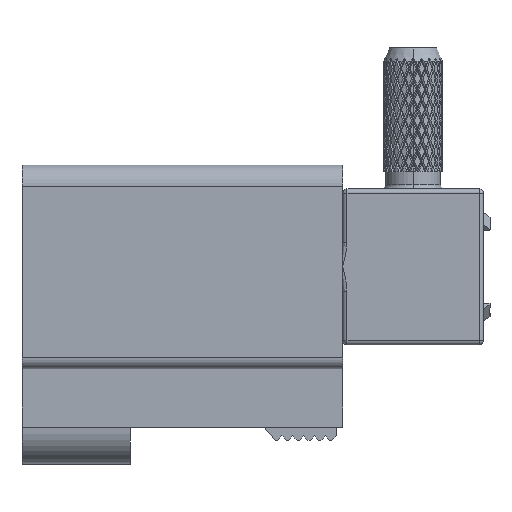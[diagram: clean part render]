
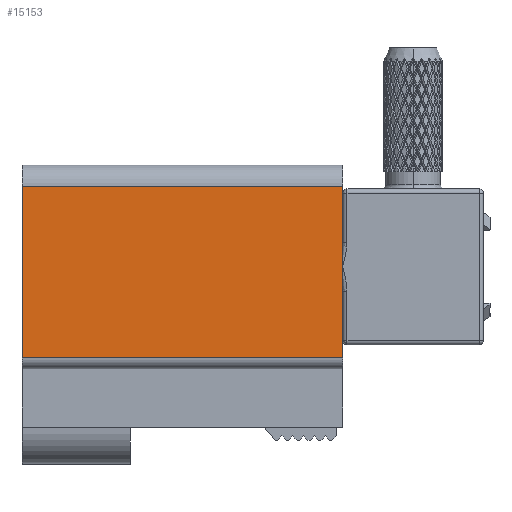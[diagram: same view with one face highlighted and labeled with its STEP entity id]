
A CAD part, left-side view. The second image highlights one B-rep face of the part: STEP entity #15153.
In plain terms, the highlighted planar face has unit normal (-1, 0, 0).
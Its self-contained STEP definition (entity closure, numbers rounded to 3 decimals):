
#3947 = VERTEX_POINT ( 'NONE', #22253 ) ;
#8464 = ORIENTED_EDGE ( 'NONE', *, *, #64341, .F. ) ;
#8841 = VECTOR ( 'NONE', #15087, 1000. ) ;
#9514 = CARTESIAN_POINT ( 'NONE',  ( -4.7, 20.5, 0. ) ) ;
#10098 = DIRECTION ( 'NONE',  ( 0., 1., 0. ) ) ;
#15087 = DIRECTION ( 'NONE',  ( 0., 0., -1. ) ) ;
#15153 = ADVANCED_FACE ( 'NONE', ( #68177 ), #73063, .F. ) ;
#21677 = EDGE_CURVE ( 'NONE', #61081, #56357, #24258, .T. ) ;
#22176 = CARTESIAN_POINT ( 'NONE',  ( -4.7, 5.7, 3.7 ) ) ;
#22253 = CARTESIAN_POINT ( 'NONE',  ( -4.7, 5.7, 3.7 ) ) ;
#22430 = VECTOR ( 'NONE', #25748, 1000. ) ;
#24258 = LINE ( 'NONE', #9514, #8841 ) ;
#25748 = DIRECTION ( 'NONE',  ( 0., 0., -1. ) ) ;
#25924 = LINE ( 'NONE', #62008, #62182 ) ;
#26678 = CARTESIAN_POINT ( 'NONE',  ( -4.7, 5.7, -4.7 ) ) ;
#28515 = EDGE_LOOP ( 'NONE', ( #8464, #64569, #67415, #70913 ) ) ;
#28823 = AXIS2_PLACEMENT_3D ( 'NONE', #26678, #73557, #67977 ) ;
#37174 = CARTESIAN_POINT ( 'NONE',  ( -4.7, 20.5, 3.7 ) ) ;
#40522 = EDGE_CURVE ( 'NONE', #3947, #42780, #74997, .T. ) ;
#42780 = VERTEX_POINT ( 'NONE', #60409 ) ;
#44559 = EDGE_CURVE ( 'NONE', #61081, #3947, #56605, .T. ) ;
#50301 = VECTOR ( 'NONE', #51585, 1000. ) ;
#51585 = DIRECTION ( 'NONE',  ( 0., -1., 0. ) ) ;
#55788 = CARTESIAN_POINT ( 'NONE',  ( -4.7, 20.5, -4.2 ) ) ;
#56357 = VERTEX_POINT ( 'NONE', #55788 ) ;
#56605 = LINE ( 'NONE', #22176, #50301 ) ;
#59468 = CARTESIAN_POINT ( 'NONE',  ( -4.7, 5.7, 0. ) ) ;
#60409 = CARTESIAN_POINT ( 'NONE',  ( -4.7, 5.7, -4.2 ) ) ;
#61081 = VERTEX_POINT ( 'NONE', #37174 ) ;
#62008 = CARTESIAN_POINT ( 'NONE',  ( -4.7, 5.7, -4.2 ) ) ;
#62182 = VECTOR ( 'NONE', #10098, 1000. ) ;
#64341 = EDGE_CURVE ( 'NONE', #42780, #56357, #25924, .T. ) ;
#64569 = ORIENTED_EDGE ( 'NONE', *, *, #40522, .F. ) ;
#67415 = ORIENTED_EDGE ( 'NONE', *, *, #44559, .F. ) ;
#67977 = DIRECTION ( 'NONE',  ( 0., 0., 1. ) ) ;
#68177 = FACE_OUTER_BOUND ( 'NONE', #28515, .T. ) ;
#70913 = ORIENTED_EDGE ( 'NONE', *, *, #21677, .T. ) ;
#73063 = PLANE ( 'NONE',  #28823 ) ;
#73557 = DIRECTION ( 'NONE',  ( 1., 0., 0. ) ) ;
#74997 = LINE ( 'NONE', #59468, #22430 ) ;
